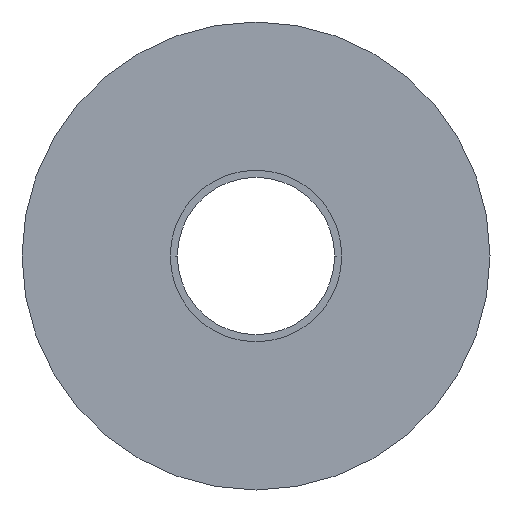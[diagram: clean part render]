
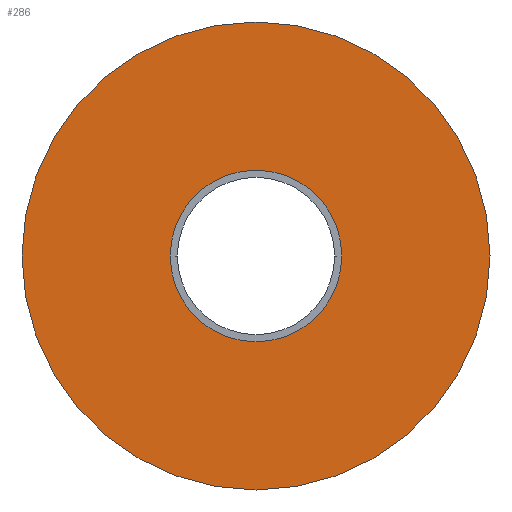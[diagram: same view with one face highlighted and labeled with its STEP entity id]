
A CAD part, left-side view. The second image highlights one B-rep face of the part: STEP entity #286.
In plain terms, the highlighted planar face has unit normal (-1, 0, 0).
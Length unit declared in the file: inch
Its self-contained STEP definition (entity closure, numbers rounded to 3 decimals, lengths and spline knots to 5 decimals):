
#17 = EDGE_LOOP ( 'NONE', ( #73, #386 ) ) ;
#33 = DIRECTION ( 'NONE',  ( 0., 1., 0. ) ) ;
#36 = DIRECTION ( 'NONE',  ( 0., -1., 0. ) ) ;
#37 = ORIENTED_EDGE ( 'NONE', *, *, #81, .T. ) ;
#39 = VERTEX_POINT ( 'NONE', #269 ) ;
#47 = AXIS2_PLACEMENT_3D ( 'NONE', #429, #231, #33 ) ;
#73 = ORIENTED_EDGE ( 'NONE', *, *, #347, .F. ) ;
#81 = EDGE_CURVE ( 'NONE', #39, #281, #167, .T. ) ;
#87 = CARTESIAN_POINT ( 'NONE',  ( -0.22, -0.09, 0. ) ) ;
#92 = DIRECTION ( 'NONE',  ( 0., 1., 0. ) ) ;
#94 = VERTEX_POINT ( 'NONE', #272 ) ;
#96 = CARTESIAN_POINT ( 'NONE',  ( -0.22, 0.033, 0. ) ) ;
#100 = AXIS2_PLACEMENT_3D ( 'NONE', #335, #376, #141 ) ;
#102 = EDGE_LOOP ( 'NONE', ( #115, #37 ) ) ;
#107 = AXIS2_PLACEMENT_3D ( 'NONE', #392, #199, #426 ) ;
#115 = ORIENTED_EDGE ( 'NONE', *, *, #212, .T. ) ;
#123 = CIRCLE ( 'NONE', #107, 0.09 ) ;
#141 = DIRECTION ( 'NONE',  ( 0., 1., 0. ) ) ;
#154 = FACE_OUTER_BOUND ( 'NONE', #17, .T. ) ;
#162 = CARTESIAN_POINT ( 'NONE',  ( -0.22, 0.09, 0. ) ) ;
#165 = VERTEX_POINT ( 'NONE', #87 ) ;
#167 = CIRCLE ( 'NONE', #100, 0.033 ) ;
#190 = AXIS2_PLACEMENT_3D ( 'NONE', #162, #201, #36 ) ;
#198 = CARTESIAN_POINT ( 'NONE',  ( -0.22, 0., 0. ) ) ;
#199 = DIRECTION ( 'NONE',  ( 1., 0., 0. ) ) ;
#201 = DIRECTION ( 'NONE',  ( -1., 0., 0. ) ) ;
#212 = EDGE_CURVE ( 'NONE', #281, #39, #340, .T. ) ;
#231 = DIRECTION ( 'NONE',  ( 1., 0., 0. ) ) ;
#252 = EDGE_CURVE ( 'NONE', #165, #94, #432, .T. ) ;
#269 = CARTESIAN_POINT ( 'NONE',  ( -0.22, -0.033, 0. ) ) ;
#272 = CARTESIAN_POINT ( 'NONE',  ( -0.22, 0.09, 0. ) ) ;
#281 = VERTEX_POINT ( 'NONE', #96 ) ;
#286 = ADVANCED_FACE ( 'NONE', ( #329, #154 ), #430, .T. ) ;
#309 = DIRECTION ( 'NONE',  ( 1., 0., 0. ) ) ;
#329 = FACE_BOUND ( 'NONE', #102, .T. ) ;
#335 = CARTESIAN_POINT ( 'NONE',  ( -0.22, 0., 0. ) ) ;
#340 = CIRCLE ( 'NONE', #362, 0.033 ) ;
#347 = EDGE_CURVE ( 'NONE', #94, #165, #123, .T. ) ;
#362 = AXIS2_PLACEMENT_3D ( 'NONE', #198, #309, #92 ) ;
#376 = DIRECTION ( 'NONE',  ( 1., 0., 0. ) ) ;
#386 = ORIENTED_EDGE ( 'NONE', *, *, #252, .F. ) ;
#392 = CARTESIAN_POINT ( 'NONE',  ( -0.22, 0., 0. ) ) ;
#426 = DIRECTION ( 'NONE',  ( 0., 1., 0. ) ) ;
#429 = CARTESIAN_POINT ( 'NONE',  ( -0.22, 0., 0. ) ) ;
#430 = PLANE ( 'NONE',  #190 ) ;
#432 = CIRCLE ( 'NONE', #47, 0.09 ) ;
